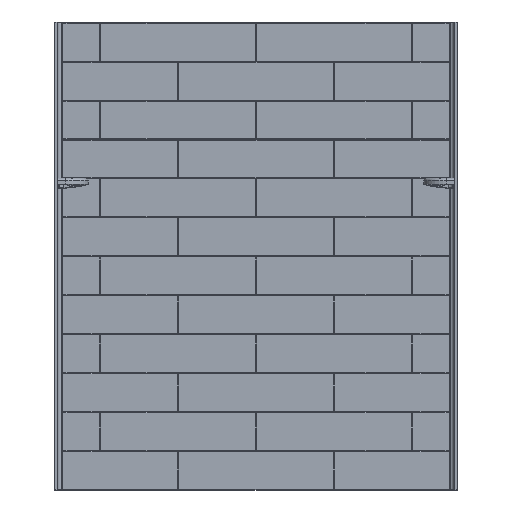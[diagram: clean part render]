
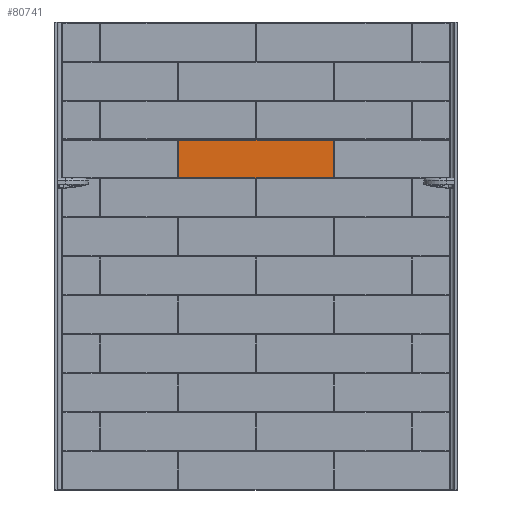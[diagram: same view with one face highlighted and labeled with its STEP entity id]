
A CAD part, top view. The second image highlights one B-rep face of the part: STEP entity #80741.
In plain terms, the highlighted planar face has unit normal (0, 0, 1).
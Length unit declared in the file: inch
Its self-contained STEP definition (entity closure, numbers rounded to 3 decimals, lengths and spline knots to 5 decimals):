
#7958 = CARTESIAN_POINT ( 'NONE',  ( 12.08478, -11.90683, 0.1875 ) ) ;
#8867 = EDGE_CURVE ( 'NONE', #103467, #41128, #82041, .T. ) ;
#9161 = CARTESIAN_POINT ( 'NONE',  ( 17.9055, -11.91522, 0.1875 ) ) ;
#9363 = VECTOR ( 'NONE', #51614, 39.37008 ) ;
#10101 = ORIENTED_EDGE ( 'NONE', *, *, #10504, .F. ) ;
#10263 = CARTESIAN_POINT ( 'NONE',  ( 17.91475, 11.90894, 0.1875 ) ) ;
#10504 = EDGE_CURVE ( 'NONE', #97991, #89531, #16585, .T. ) ;
#10620 = DIRECTION ( 'NONE',  ( -1., 0., 0. ) ) ;
#12191 = CARTESIAN_POINT ( 'NONE',  ( 17.91522, 18.5, 0.1875 ) ) ;
#12815 = DIRECTION ( 'NONE',  ( 0., 0., 1. ) ) ;
#13693 = ORIENTED_EDGE ( 'NONE', *, *, #40328, .F. ) ;
#15353 = CARTESIAN_POINT ( 'NONE',  ( 12.09153, 11.91481, 0.1875 ) ) ;
#15897 = CARTESIAN_POINT ( 'NONE',  ( 12.09055, 11.91444, 0.1875 ) ) ;
#16413 = CARTESIAN_POINT ( 'NONE',  ( 17.91522, 11.90721, 0.1875 ) ) ;
#16585 = LINE ( 'NONE', #25460, #9363 ) ;
#16971 = CARTESIAN_POINT ( 'NONE',  ( 17.91186, -11.91303, 0.1875 ) ) ;
#18357 = ORIENTED_EDGE ( 'NONE', *, *, #85793, .F. ) ;
#18423 = CARTESIAN_POINT ( 'NONE',  ( 17.9055, -11.91522, 0.1875 ) ) ;
#21338 = AXIS2_PLACEMENT_3D ( 'NONE', #54541, #12815, #96287 ) ;
#25460 = CARTESIAN_POINT ( 'NONE',  ( 12.08478, -18.5, 0.1875 ) ) ;
#25846 = CARTESIAN_POINT ( 'NONE',  ( 17.91522, -11.9055, 0.1875 ) ) ;
#28068 = ORIENTED_EDGE ( 'NONE', *, *, #8867, .F. ) ;
#31025 = EDGE_CURVE ( 'NONE', #97991, #55176, #41431, .T. ) ;
#32564 = CARTESIAN_POINT ( 'NONE',  ( 12.08697, 11.91187, 0.1875 ) ) ;
#34908 = CARTESIAN_POINT ( 'NONE',  ( 17.91522, -11.9055, 0.1875 ) ) ;
#35854 = CARTESIAN_POINT ( 'NONE',  ( 17.90614, 11.91522, 0.1875 ) ) ;
#37845 = ORIENTED_EDGE ( 'NONE', *, *, #71735, .F. ) ;
#39336 = CARTESIAN_POINT ( 'NONE',  ( 17.9055, 11.91522, 0.1875 ) ) ;
#40328 = EDGE_CURVE ( 'NONE', #58003, #103467, #99217, .T. ) ;
#40606 = EDGE_CURVE ( 'NONE', #95091, #51153, #46807, .T. ) ;
#41128 = VERTEX_POINT ( 'NONE', #99103 ) ;
#41431 = B_SPLINE_CURVE_WITH_KNOTS ( 'NONE', 3,
 ( #59700, #7958, #50798, #91989, #43560, #94181, #109780, #43008 ),
 .UNSPECIFIED., .F., .F.,
 ( 4, 2, 2, 4 ),
 ( 0., 0.25, 0.5, 1. ),
 .UNSPECIFIED. ) ;
#41985 = CARTESIAN_POINT ( 'NONE',  ( 17.91515, -11.9068, 0.1875 ) ) ;
#43008 = CARTESIAN_POINT ( 'NONE',  ( 12.0945, -11.91522, 0.1875 ) ) ;
#43560 = CARTESIAN_POINT ( 'NONE',  ( 12.08674, -11.91147, 0.1875 ) ) ;
#46390 = ORIENTED_EDGE ( 'NONE', *, *, #40606, .F. ) ;
#46807 = B_SPLINE_CURVE_WITH_KNOTS ( 'NONE', 3,
 ( #25846, #86480, #41985, #68120, #69235, #59235, #16971, #103192, #102645, #9161 ),
 .UNSPECIFIED., .F., .F.,
 ( 4, 2, 2, 2, 4 ),
 ( 0., 0.12821, 0.33333, 0.66154, 1. ),
 .UNSPECIFIED. ) ;
#47287 = PLANE ( 'NONE',  #21338 ) ;
#50319 = CARTESIAN_POINT ( 'NONE',  ( 17.90847, 11.91481, 0.1875 ) ) ;
#50798 = CARTESIAN_POINT ( 'NONE',  ( 12.08502, -11.90807, 0.1875 ) ) ;
#50896 = CARTESIAN_POINT ( 'NONE',  ( 12.0945, 11.91522, 0.1875 ) ) ;
#51153 = VERTEX_POINT ( 'NONE', #18423 ) ;
#51207 = CARTESIAN_POINT ( 'NONE',  ( 12.08478, 11.9055, 0.1875 ) ) ;
#51440 = CARTESIAN_POINT ( 'NONE',  ( 17.91303, 11.91187, 0.1875 ) ) ;
#51614 = DIRECTION ( 'NONE',  ( 0., 1., 0. ) ) ;
#54541 = CARTESIAN_POINT ( 'NONE',  ( 0., 0., 0.1875 ) ) ;
#54734 = CARTESIAN_POINT ( 'NONE',  ( 17.91522, 11.9055, 0.1875 ) ) ;
#55176 = VERTEX_POINT ( 'NONE', #91056 ) ;
#58003 = VERTEX_POINT ( 'NONE', #109936 ) ;
#59235 = CARTESIAN_POINT ( 'NONE',  ( 17.91308, -11.91181, 0.1875 ) ) ;
#59700 = CARTESIAN_POINT ( 'NONE',  ( 12.08478, -11.9055, 0.1875 ) ) ;
#59800 = CARTESIAN_POINT ( 'NONE',  ( 12.08478, 11.90721, 0.1875 ) ) ;
#63447 = FACE_OUTER_BOUND ( 'NONE', #83985, .T. ) ;
#67577 = CARTESIAN_POINT ( 'NONE',  ( 12.0932, 11.91515, 0.1875 ) ) ;
#68120 = CARTESIAN_POINT ( 'NONE',  ( 17.91481, -11.90847, 0.1875 ) ) ;
#68978 = VECTOR ( 'NONE', #10620, 39.37008 ) ;
#69235 = CARTESIAN_POINT ( 'NONE',  ( 17.91444, -11.90945, 0.1875 ) ) ;
#69777 = CARTESIAN_POINT ( 'NONE',  ( 17.9055, 11.91522, 0.1875 ) ) ;
#70164 = VECTOR ( 'NONE', #95655, 39.37008 ) ;
#71109 = VECTOR ( 'NONE', #83027, 39.37008 ) ;
#71735 = EDGE_CURVE ( 'NONE', #51153, #55176, #85717, .T. ) ;
#73566 = CARTESIAN_POINT ( 'NONE',  ( 12.08478, -11.9055, 0.1875 ) ) ;
#74827 = CARTESIAN_POINT ( 'NONE',  ( 12.09386, 11.91522, 0.1875 ) ) ;
#80741 = ADVANCED_FACE ( 'NONE', ( #63447 ), #47287, .T. ) ;
#82041 = B_SPLINE_CURVE_WITH_KNOTS ( 'NONE', 3,
 ( #69777, #35854, #84244, #50319, #94821, #93711, #51440, #10263, #16413, #54734 ),
 .UNSPECIFIED., .F., .F.,
 ( 4, 2, 2, 2, 4 ),
 ( 0., 0.12821, 0.33333, 0.66154, 1. ),
 .UNSPECIFIED. ) ;
#82388 = B_SPLINE_CURVE_WITH_KNOTS ( 'NONE', 3,
 ( #84812, #59800, #92614, #32564, #92088, #15897, #15353, #67577, #74827, #50896 ),
 .UNSPECIFIED., .F., .F.,
 ( 4, 2, 2, 2, 4 ),
 ( 0., 0.33846, 0.66667, 0.87179, 1. ),
 .UNSPECIFIED. ) ;
#83027 = DIRECTION ( 'NONE',  ( 1., 0., 0. ) ) ;
#83985 = EDGE_LOOP ( 'NONE', ( #37845, #46390, #87741, #28068, #13693, #18357, #10101, #99568 ) ) ;
#84244 = CARTESIAN_POINT ( 'NONE',  ( 17.9068, 11.91515, 0.1875 ) ) ;
#84812 = CARTESIAN_POINT ( 'NONE',  ( 12.08478, 11.9055, 0.1875 ) ) ;
#85717 = LINE ( 'NONE', #95172, #68978 ) ;
#85793 = EDGE_CURVE ( 'NONE', #89531, #58003, #82388, .T. ) ;
#86480 = CARTESIAN_POINT ( 'NONE',  ( 17.91522, -11.90615, 0.1875 ) ) ;
#87741 = ORIENTED_EDGE ( 'NONE', *, *, #94398, .F. ) ;
#89531 = VERTEX_POINT ( 'NONE', #51207 ) ;
#91056 = CARTESIAN_POINT ( 'NONE',  ( 12.0945, -11.91522, 0.1875 ) ) ;
#91989 = CARTESIAN_POINT ( 'NONE',  ( 12.08597, -11.91036, 0.1875 ) ) ;
#92088 = CARTESIAN_POINT ( 'NONE',  ( 12.0882, 11.91308, 0.1875 ) ) ;
#92614 = CARTESIAN_POINT ( 'NONE',  ( 12.08525, 11.90894, 0.1875 ) ) ;
#93711 = CARTESIAN_POINT ( 'NONE',  ( 17.9118, 11.91308, 0.1875 ) ) ;
#94181 = CARTESIAN_POINT ( 'NONE',  ( 12.08942, -11.91417, 0.1875 ) ) ;
#94398 = EDGE_CURVE ( 'NONE', #41128, #95091, #97842, .T. ) ;
#94821 = CARTESIAN_POINT ( 'NONE',  ( 17.90945, 11.91444, 0.1875 ) ) ;
#95091 = VERTEX_POINT ( 'NONE', #34908 ) ;
#95172 = CARTESIAN_POINT ( 'NONE',  ( 7.5, -11.91522, 0.1875 ) ) ;
#95655 = DIRECTION ( 'NONE',  ( 0., -1., 0. ) ) ;
#96287 = DIRECTION ( 'NONE',  ( 1., 0., 0. ) ) ;
#97559 = CARTESIAN_POINT ( 'NONE',  ( 7.5, 11.91522, 0.1875 ) ) ;
#97842 = LINE ( 'NONE', #12191, #70164 ) ;
#97991 = VERTEX_POINT ( 'NONE', #73566 ) ;
#99103 = CARTESIAN_POINT ( 'NONE',  ( 17.91522, 11.9055, 0.1875 ) ) ;
#99217 = LINE ( 'NONE', #97559, #71109 ) ;
#99568 = ORIENTED_EDGE ( 'NONE', *, *, #31025, .T. ) ;
#102645 = CARTESIAN_POINT ( 'NONE',  ( 17.90721, -11.91522, 0.1875 ) ) ;
#103192 = CARTESIAN_POINT ( 'NONE',  ( 17.90893, -11.91475, 0.1875 ) ) ;
#103467 = VERTEX_POINT ( 'NONE', #39336 ) ;
#109780 = CARTESIAN_POINT ( 'NONE',  ( 12.09192, -11.91522, 0.1875 ) ) ;
#109936 = CARTESIAN_POINT ( 'NONE',  ( 12.0945, 11.91522, 0.1875 ) ) ;
